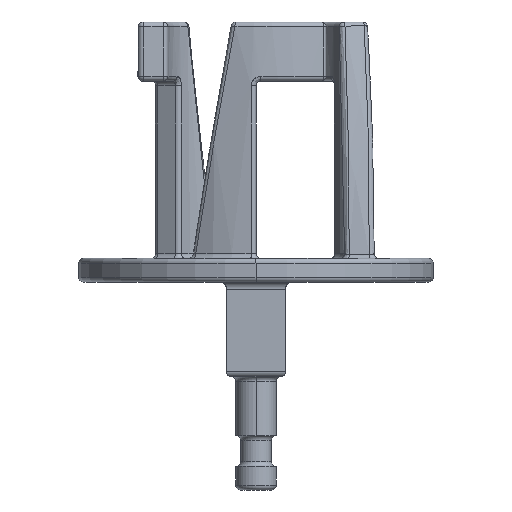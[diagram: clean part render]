
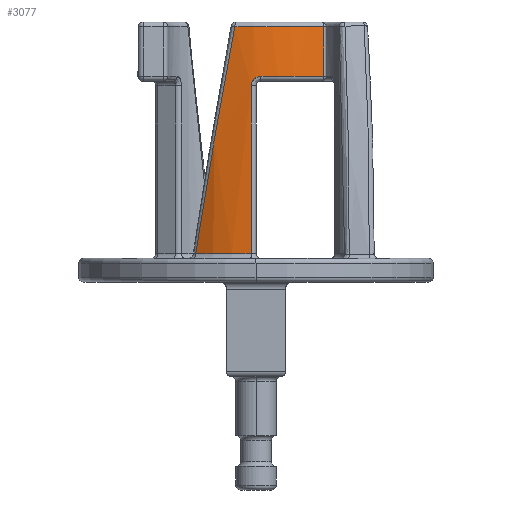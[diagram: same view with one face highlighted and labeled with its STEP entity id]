
A CAD part, left-side view. The second image highlights one B-rep face of the part: STEP entity #3077.
In plain terms, the highlighted cylindrical face has radius 12.7 mm (diameter 25.4 mm), a partial arc.
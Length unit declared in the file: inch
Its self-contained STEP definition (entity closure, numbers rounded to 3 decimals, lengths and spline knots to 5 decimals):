
#733=DIRECTION('',(0.,0.,-1.));
#734=VECTOR('',#733,0.21);
#735=CARTESIAN_POINT('',(-0.40901,-0.28759,1.08));
#736=LINE('',#735,#734);
#737=CARTESIAN_POINT('',(0.,0.,0.87));
#738=DIRECTION('',(0.,0.,1.));
#739=DIRECTION('',(-0.999,-0.042,0.));
#740=AXIS2_PLACEMENT_3D('',#737,#738,#739);
#742=CARTESIAN_POINT('',(-0.49957,0.02083,0.83));
#743=CARTESIAN_POINT('',(-0.49957,0.02083,
0.83407));
#744=CARTESIAN_POINT('',(-0.49962,0.01964,
0.84189));
#745=CARTESIAN_POINT('',(-0.49983,0.01378,
0.85347));
#746=CARTESIAN_POINT('',(-0.50002,0.00454,
0.86258));
#747=CARTESIAN_POINT('',(-0.5,-0.00749,
0.86861));
#748=CARTESIAN_POINT('',(-0.49976,-0.01621,
0.87));
#749=CARTESIAN_POINT('',(-0.49957,-0.02083,0.87));
#751=DIRECTION('',(0.,0.,1.));
#752=VECTOR('',#751,0.71);
#753=CARTESIAN_POINT('',(-0.49957,0.02083,0.12));
#754=LINE('',#753,#752);
#755=CARTESIAN_POINT('',(0.,0.,0.12));
#756=DIRECTION('',(0.,0.,1.));
#757=DIRECTION('',(-0.86,0.51,0.));
#758=AXIS2_PLACEMENT_3D('',#755,#756,#757);
#760=CARTESIAN_POINT('',(-0.43003,0.2551,
0.12));
#761=CARTESIAN_POINT('',(-0.43491,0.24687,
0.17451));
#762=CARTESIAN_POINT('',(-0.44413,0.23029,
0.28108));
#763=CARTESIAN_POINT('',(-0.45679,0.20397,
0.44121));
#764=CARTESIAN_POINT('',(-0.46656,0.18032,
0.57889));
#765=CARTESIAN_POINT('',(-0.47431,0.15872,
0.70102));
#766=CARTESIAN_POINT('',(-0.48049,0.13878,
0.81139));
#767=CARTESIAN_POINT('',(-0.48531,0.12073,
0.90987));
#768=CARTESIAN_POINT('',(-0.48907,0.1044,
0.99823));
#769=CARTESIAN_POINT('',(-0.49108,0.09414,
1.05352));
#770=CARTESIAN_POINT('',(-0.49197,0.08922,
1.08));
#772=CARTESIAN_POINT('',(0.,0.,1.08));
#773=DIRECTION('',(0.,0.,1.));
#774=DIRECTION('',(-0.984,0.178,0.));
#775=AXIS2_PLACEMENT_3D('',#772,#773,#774);
#1743=CARTESIAN_POINT('',(-0.40901,-0.28759,1.08));
#1744=CARTESIAN_POINT('',(-0.40901,-0.28759,0.87));
#1745=VERTEX_POINT('',#1743);
#1746=VERTEX_POINT('',#1744);
#1755=CARTESIAN_POINT('',(-0.49197,0.08922,1.08));
#1756=VERTEX_POINT('',#1755);
#1788=VERTEX_POINT('',#760);
#1793=CARTESIAN_POINT('',(-0.49957,0.02083,0.12));
#1794=VERTEX_POINT('',#1793);
#1799=CARTESIAN_POINT('',(-0.49957,0.02083,0.83));
#1800=VERTEX_POINT('',#1799);
#1801=CARTESIAN_POINT('',(-0.49957,-0.02083,0.87));
#1802=VERTEX_POINT('',#1801);
#3059=CARTESIAN_POINT('',(0.,0.,0.1));
#3060=DIRECTION('',(0.,0.,1.));
#3061=DIRECTION('',(0.,1.,0.));
#3062=AXIS2_PLACEMENT_3D('',#3059,#3060,#3061);
#3063=CYLINDRICAL_SURFACE('',#3062,0.5);
#3064=ORIENTED_EDGE('',*,*,#3049,.T.);
#3066=ORIENTED_EDGE('',*,*,#3065,.F.);
#3068=ORIENTED_EDGE('',*,*,#3067,.F.);
#3069=ORIENTED_EDGE('',*,*,#2689,.F.);
#3070=ORIENTED_EDGE('',*,*,#2717,.F.);
#3072=ORIENTED_EDGE('',*,*,#3071,.T.);
#3074=ORIENTED_EDGE('',*,*,#3073,.T.);
#3075=EDGE_LOOP('',(#3064,#3066,#3068,#3069,#3070,#3072,#3074));
#3076=FACE_OUTER_BOUND('',#3075,.F.);
#3077=ADVANCED_FACE('',(#3076),#3063,.T.);
#741=CIRCLE('',#740,0.5);
#750=B_SPLINE_CURVE_WITH_KNOTS('',3,(#742,#743,#744,#745,#746,#747,#748,#749),
.UNSPECIFIED.,.F.,.F.,(4,1,1,1,1,4),(0.,0.2,0.4,0.6,0.8,1.),
.UNSPECIFIED.);
#759=CIRCLE('',#758,0.5);
#771=B_SPLINE_CURVE_WITH_KNOTS('',3,(#760,#761,#762,#763,#764,#765,#766,#767,
#768,#769,#770),.UNSPECIFIED.,.F.,.F.,(4,1,1,1,1,1,1,1,4),(0.,0.125,0.25,
0.375,0.5,0.625,0.75,0.875,1.),.UNSPECIFIED.);
#776=CIRCLE('',#775,0.5);
#2689=EDGE_CURVE('',#1794,#1800,#754,.T.);
#2717=EDGE_CURVE('',#1788,#1794,#759,.T.);
#3049=EDGE_CURVE('',#1745,#1746,#736,.T.);
#3065=EDGE_CURVE('',#1802,#1746,#741,.T.);
#3067=EDGE_CURVE('',#1800,#1802,#750,.T.);
#3071=EDGE_CURVE('',#1788,#1756,#771,.T.);
#3073=EDGE_CURVE('',#1756,#1745,#776,.T.);
